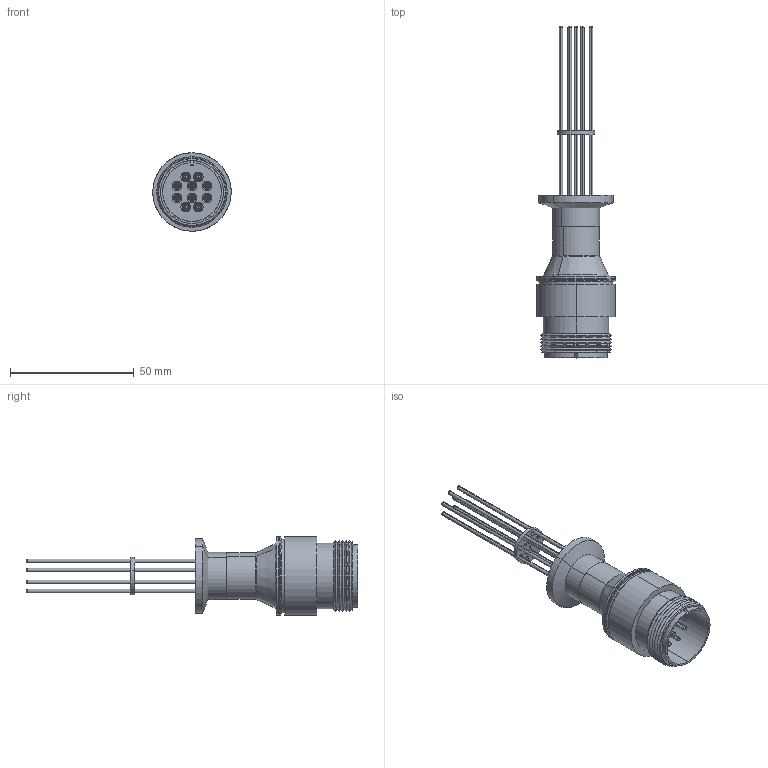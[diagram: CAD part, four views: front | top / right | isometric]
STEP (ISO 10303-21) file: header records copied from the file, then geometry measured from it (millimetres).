
FILE_DESCRIPTION (( 'STEP AP203' ), '1' );
FILE_NAME ('17155-04-KF.STEP', '2013-01-29T15:44:28', ( '' ), ( '' ), 'SwSTEP 2.0', 'SolidWorks 2012', '' );
FILE_SCHEMA (( 'CONFIG_CONTROL_DESIGN' ));
Length unit declared in the file: inch
Products named in the file (11): 11387_01; 11388_01; 00900_02; 11386_01; 17669_01; 17155-04-KF; 10094_05; 01989_01; 10095_01; 10392_01; 03116_01
Assembly tree (30 placements, depth 4):
  17155-04-KF
    17669_01
    10094_05
      10392_01
        11386_01
        00900_02
        11388_01  x11
        11387_01  x11
        03116_01
      10095_01
      01989_01
Bounding box: 31.75 x 134.29 x 31.75 mm (x, y, z)
Volume: 14896.4 mm3; surface area: 25552.8 mm2
Topology: 28 solids, 28 shells, 409 faces, 847 edges, 502 vertices
Faces by surface type: cylinder 176, cone 102, plane 73, torus 58
Entity records: 8308 total; most frequent: DIRECTION 1341, CARTESIAN_POINT 1079, ORIENTED_EDGE 1014, AXIS2_PLACEMENT_3D 572, EDGE_CURVE 507, CIRCLE 308, VERTEX_POINT 302, EDGE_LOOP 295
